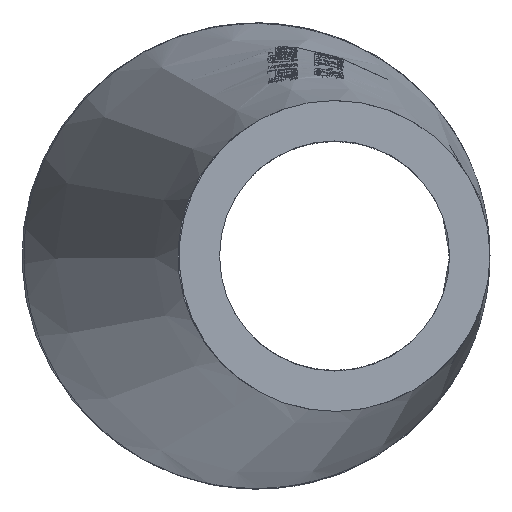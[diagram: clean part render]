
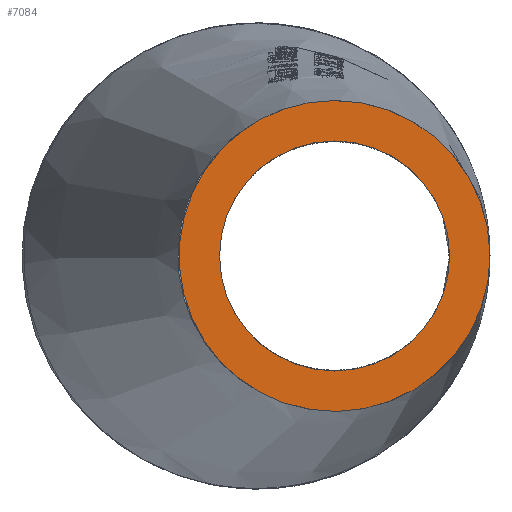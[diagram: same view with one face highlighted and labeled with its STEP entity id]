
A CAD part, left-side view. The second image highlights one B-rep face of the part: STEP entity #7084.
In plain terms, the highlighted planar face has unit normal (-1, 0, 0).
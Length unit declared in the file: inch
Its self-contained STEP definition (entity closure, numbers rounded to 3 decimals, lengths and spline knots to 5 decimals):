
#26=CIRCLE('',#7450,0.185);
#28=CIRCLE('',#7453,0.25);
#74=FACE_BOUND('',#1260,.T.);
#75=FACE_BOUND('',#1261,.T.);
#227=PLANE('',#7456);
#1260=EDGE_LOOP('',(#6596));
#1261=EDGE_LOOP('',(#6597));
#3426=VERTEX_POINT('',#15968);
#3428=VERTEX_POINT('',#15973);
#4484=EDGE_CURVE('',#3426,#3426,#26,.T.);
#4486=EDGE_CURVE('',#3428,#3428,#28,.T.);
#6596=ORIENTED_EDGE('',*,*,#4484,.T.);
#6597=ORIENTED_EDGE('',*,*,#4486,.F.);
#7084=ADVANCED_FACE('',(#74,#75),#227,.F.);
#7450=AXIS2_PLACEMENT_3D('',#15969,#8585,#8586);
#7453=AXIS2_PLACEMENT_3D('',#15974,#8591,#8592);
#7456=AXIS2_PLACEMENT_3D('',#15977,#8597,#8598);
#8585=DIRECTION('center_axis',(1.,0.,0.));
#8586=DIRECTION('ref_axis',(0.,0.,
-1.));
#8591=DIRECTION('center_axis',(1.,0.,0.));
#8592=DIRECTION('ref_axis',(0.,0.,
-1.));
#8597=DIRECTION('center_axis',(1.,0.,0.));
#8598=DIRECTION('ref_axis',(0.,0.,-1.));
#15968=CARTESIAN_POINT('',(-1.5,0.25,0.185));
#15969=CARTESIAN_POINT('Origin',(-1.5,0.25,0.));
#15973=CARTESIAN_POINT('',(-1.5,0.25,0.25));
#15974=CARTESIAN_POINT('Origin',(-1.5,0.25,0.));
#15977=CARTESIAN_POINT('Origin',(-1.5,0.25,0.));
